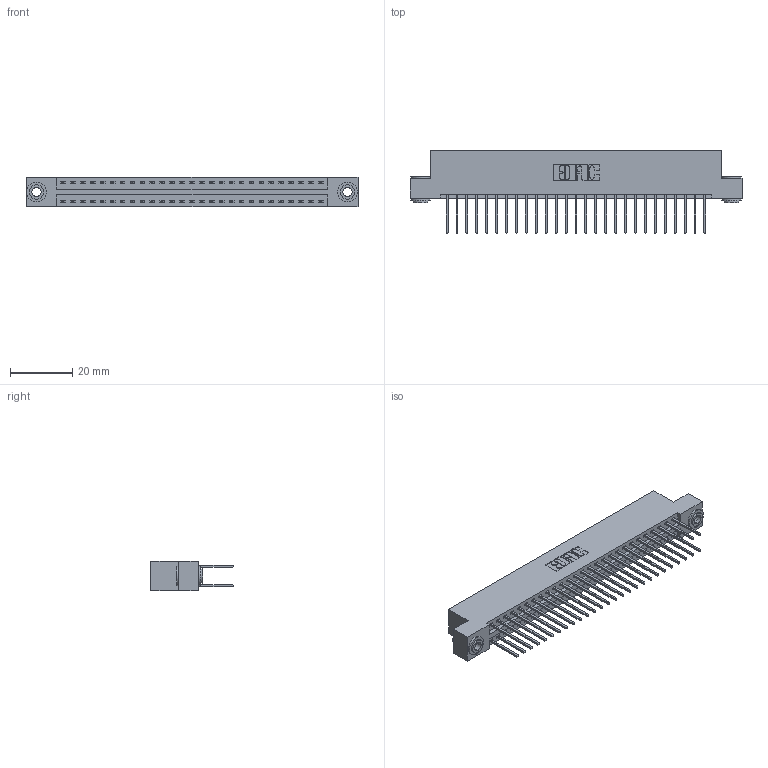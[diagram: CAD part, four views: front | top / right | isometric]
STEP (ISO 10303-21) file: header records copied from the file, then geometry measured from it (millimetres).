
FILE_DESCRIPTION (( 'STEP AP203' ), '1' );
FILE_NAME ('346-054-522-203.STEP', '2018-08-28T01:02:43', ( '' ), ( '' ), 'SwSTEP 2.0', 'SolidWorks 2016', '' );
FILE_SCHEMA (( 'CONFIG_CONTROL_DESIGN' ));
Length unit declared in the file: inch
Products named in the file (4): 346 Part_Flush Mounting Lugs - 0.156 Dia-TH; 345-292-001_345-293-122; 345-250-002_345-250-002-102; 346-054-522-203
Assembly tree (57 placements, depth 2):
  346-054-522-203
    346 Part_Flush Mounting Lugs - 0.156 Dia-TH
    345-292-001_345-293-122  x54
    345-250-002_345-250-002-102  x2
Bounding box: 106.3 x 26.42 x 9.4 mm (x, y, z)
Volume: 10406.7 mm3; surface area: 14924.6 mm2
Topology: 57 solids, 57 shells, 2968 faces, 8775 edges, 5774 vertices
Faces by surface type: plane 1976, cylinder 984, cone 8
Entity records: 20308 total; most frequent: CARTESIAN_POINT 3343, ORIENTED_EDGE 3270, DIRECTION 3029, EDGE_CURVE 1635, VECTOR 1371, LINE 1371, VERTEX_POINT 1086, AXIS2_PLACEMENT_3D 829
